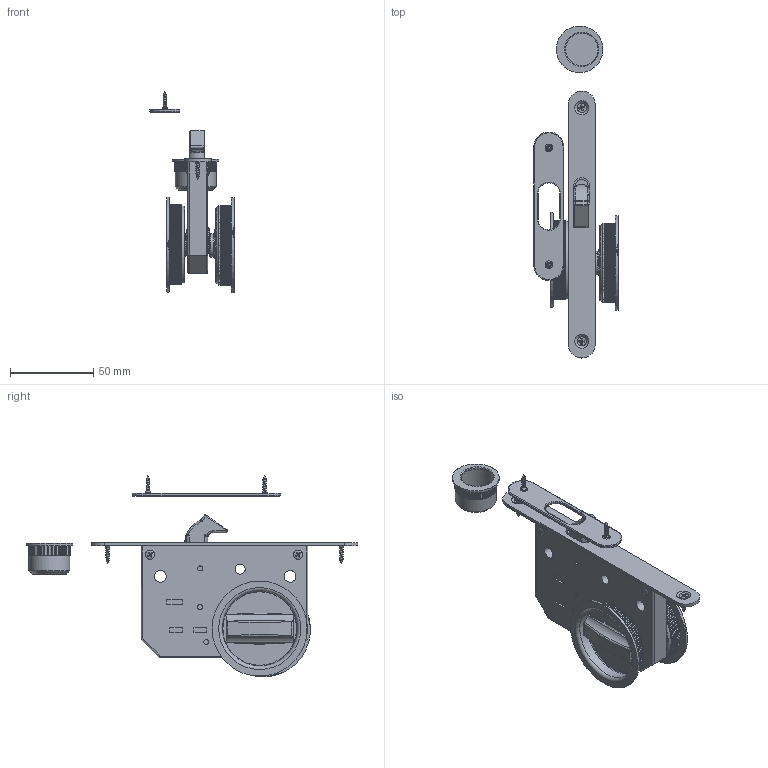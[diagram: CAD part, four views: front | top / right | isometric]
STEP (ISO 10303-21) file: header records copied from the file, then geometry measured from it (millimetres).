
FILE_DESCRIPTION(/* description */ (''),/* implementation_level */ '2;1');
FILE_NAME(/* name */ '0942-1.stp',/* time_stamp */ '2019-08-05T10:17:26+02:00',/* author */ ('DOMINIQUE'),/* organization */ (''),/* preprocessor_version */ 'ST-DEVELOPER v17.2',/* originating_system */ 'Autodesk Inventor 2019',/* authorisation */ '');
FILE_SCHEMA (('AUTOMOTIVE_DESIGN { 1 0 10303 214 3 1 1 }'));
Products named in the file (17): 0942-1; 0942-1-B; 0942-1-B-3; 0942-1-B-2; 0942-1-B-1; 0942-04; 0942-1-01; 0942-1-A; 0942-1-A-1; 0942-1-A-2; 0942-1-D; 0942-1-C-3; 0942-1-D-1; 0942-1-C; 0942-1-C-3_1; 0942-1-C-2; 0942-1-C-1
Assembly tree (23 placements, depth 3):
  0942-1
    0942-1-B
      0942-1-B-3
      0942-1-B-2
      0942-1-B-1  x4
    0942-04
    0942-1-01
    0942-1-A-1  x2
    0942-1-A
      0942-1-A-1  x2
      0942-1-A-2
    0942-1-D
      0942-1-C-3
      0942-1-D-1
      0942-1-C-1
    0942-1-C
      0942-1-C-3_1
      0942-1-C-2
      0942-1-C-1
Bounding box: 50.55 x 199 x 120.78 mm (x, y, z)
Volume: 104156.9 mm3; surface area: 51870.7 mm2
Topology: 20 solids, 20 shells, 1716 faces, 4379 edges, 2713 vertices
Faces by surface type: cylinder 879, plane 597, cone 106, torus 80, bspline 48, sphere 6
Full cylindrical faces by diameter (mm): 1.7 x24, 1.718 x4, 2.9 x8, 3 x4, 3.242 x1, 4 x19, 4.5 x2, 5 x2, 5.5 x8, 6 x1, 7 x2, 8 x1, 12.8 x1, 13.2 x1, 14.2 x2, 14.5 x2, 19.5 x1, 20 x1, 22.5 x1, 24.5 x1, 28 x1, 45.12 x2, 57 x2
Entity records: 62262 total; most frequent: CARTESIAN_POINT 23472, DIRECTION 8699, ORIENTED_EDGE 7374, AXIS2_PLACEMENT_3D 3747, EDGE_CURVE 3687, VERTEX_POINT 2255, CIRCLE 2183, EDGE_LOOP 1548
